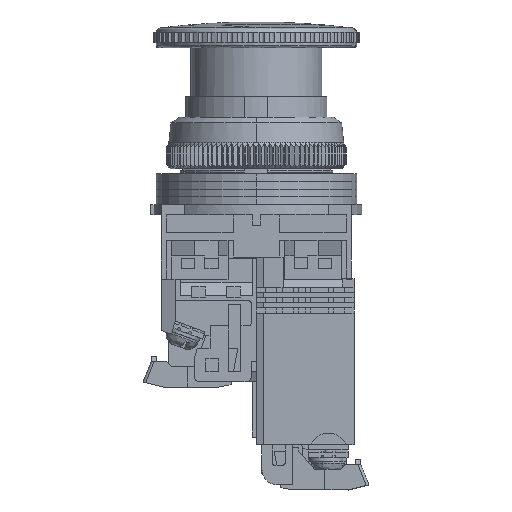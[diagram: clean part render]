
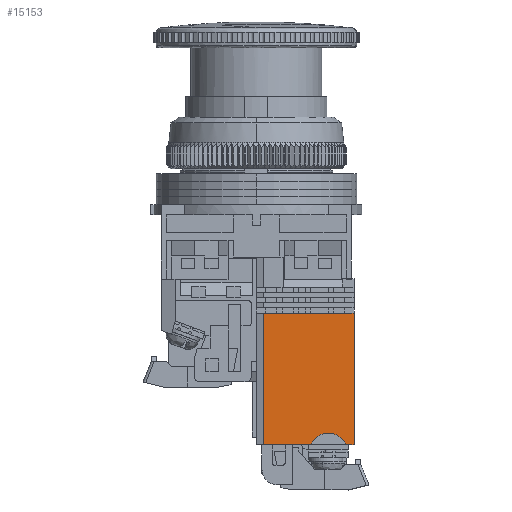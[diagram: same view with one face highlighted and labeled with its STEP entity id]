
A CAD part, left-side view. The second image highlights one B-rep face of the part: STEP entity #15153.
In plain terms, the highlighted planar face has unit normal (-1, 0, 0).
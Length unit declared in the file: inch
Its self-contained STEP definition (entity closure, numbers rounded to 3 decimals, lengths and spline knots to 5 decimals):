
#1142 = CARTESIAN_POINT ( 'NONE',  ( -0.95045, -0.90123, -0.83071 ) ) ;
#1890 = AXIS2_PLACEMENT_3D ( 'NONE', #42249, #43065, #14334 ) ;
#3097 = EDGE_CURVE ( 'NONE', #122306, #90412, #60256, .T. ) ;
#3259 = LINE ( 'NONE', #99833, #76330 ) ;
#4304 = DIRECTION ( 'NONE',  ( 0., 0., -1. ) ) ;
#7297 = ORIENTED_EDGE ( 'NONE', *, *, #23076, .T. ) ;
#12434 = ORIENTED_EDGE ( 'NONE', *, *, #90163, .T. ) ;
#14334 = DIRECTION ( 'NONE',  ( 0., 0., 1. ) ) ;
#15153 = ADVANCED_FACE ( 'NONE', ( #108614 ), #116613, .T. ) ;
#15798 = EDGE_CURVE ( 'NONE', #122306, #85195, #80968, .T. ) ;
#16096 = ORIENTED_EDGE ( 'NONE', *, *, #51718, .F. ) ;
#16280 = DIRECTION ( 'NONE',  ( 0., 0., 1. ) ) ;
#18234 = EDGE_CURVE ( 'NONE', #75336, #120254, #24061, .T. ) ;
#20252 = ORIENTED_EDGE ( 'NONE', *, *, #59876, .T. ) ;
#20985 = EDGE_LOOP ( 'NONE', ( #16096, #83024, #58110, #12434, #96727, #7297, #20252 ) ) ;
#22592 = CARTESIAN_POINT ( 'NONE',  ( -0.95045, -0.90123, -0.83071 ) ) ;
#23076 = EDGE_CURVE ( 'NONE', #75336, #53722, #34701, .T. ) ;
#24061 = LINE ( 'NONE', #26608, #113651 ) ;
#24296 = DIRECTION ( 'NONE',  ( 0., 0., 1. ) ) ;
#25681 = LINE ( 'NONE', #89938, #100312 ) ;
#26608 = CARTESIAN_POINT ( 'NONE',  ( -0.95045, -0.90123, -1.83858 ) ) ;
#34270 = CARTESIAN_POINT ( 'NONE',  ( -0.95045, -0.90123, -1.83858 ) ) ;
#34701 = CIRCLE ( 'NONE', #1890, 0.14764 ) ;
#36175 = DIRECTION ( 'NONE',  ( 0., 1., 0. ) ) ;
#37291 = CARTESIAN_POINT ( 'NONE',  ( -0.95045, -0.20832, -0.83071 ) ) ;
#41785 = CARTESIAN_POINT ( 'NONE',  ( -0.95045, -0.90123, -1.83858 ) ) ;
#42249 = CARTESIAN_POINT ( 'NONE',  ( -0.95045, -0.70438, -1.89764 ) ) ;
#42329 = DIRECTION ( 'NONE',  ( 0., 0., -1. ) ) ;
#43065 = DIRECTION ( 'NONE',  ( 1., 0., 0. ) ) ;
#51718 = EDGE_CURVE ( 'NONE', #90412, #89076, #3259, .T. ) ;
#52163 = CARTESIAN_POINT ( 'NONE',  ( -0.95045, -0.20832, -1.83858 ) ) ;
#53011 = CARTESIAN_POINT ( 'NONE',  ( -0.95045, -0.83969, -1.83858 ) ) ;
#53722 = VERTEX_POINT ( 'NONE', #110034 ) ;
#58110 = ORIENTED_EDGE ( 'NONE', *, *, #15798, .T. ) ;
#59876 = EDGE_CURVE ( 'NONE', #53722, #89076, #70771, .T. ) ;
#60256 = LINE ( 'NONE', #41785, #93111 ) ;
#64173 = AXIS2_PLACEMENT_3D ( 'NONE', #121567, #121964, #16280 ) ;
#70771 = CIRCLE ( 'NONE', #64173, 0.14764 ) ;
#75336 = VERTEX_POINT ( 'NONE', #122359 ) ;
#76330 = VECTOR ( 'NONE', #81439, 39.37008 ) ;
#80968 = LINE ( 'NONE', #1142, #89966 ) ;
#81439 = DIRECTION ( 'NONE',  ( 0., 1., 0. ) ) ;
#83024 = ORIENTED_EDGE ( 'NONE', *, *, #3097, .F. ) ;
#84440 = CARTESIAN_POINT ( 'NONE',  ( -0.95045, -0.90123, -1.83858 ) ) ;
#85195 = VERTEX_POINT ( 'NONE', #37291 ) ;
#89076 = VERTEX_POINT ( 'NONE', #53011 ) ;
#89938 = CARTESIAN_POINT ( 'NONE',  ( -0.95045, -0.20832, -1.83858 ) ) ;
#89966 = VECTOR ( 'NONE', #114241, 39.37008 ) ;
#90163 = EDGE_CURVE ( 'NONE', #85195, #120254, #25681, .T. ) ;
#90412 = VERTEX_POINT ( 'NONE', #84440 ) ;
#93111 = VECTOR ( 'NONE', #4304, 39.37008 ) ;
#96727 = ORIENTED_EDGE ( 'NONE', *, *, #18234, .F. ) ;
#99833 = CARTESIAN_POINT ( 'NONE',  ( -0.95045, -0.90123, -1.83858 ) ) ;
#100312 = VECTOR ( 'NONE', #42329, 39.37008 ) ;
#108614 = FACE_OUTER_BOUND ( 'NONE', #20985, .T. ) ;
#110034 = CARTESIAN_POINT ( 'NONE',  ( -0.95045, -0.70438, -1.75 ) ) ;
#112627 = AXIS2_PLACEMENT_3D ( 'NONE', #34270, #119141, #24296 ) ;
#113651 = VECTOR ( 'NONE', #36175, 39.37008 ) ;
#114241 = DIRECTION ( 'NONE',  ( 0., 1., 0. ) ) ;
#116613 = PLANE ( 'NONE',  #112627 ) ;
#119141 = DIRECTION ( 'NONE',  ( -1., 0., 0. ) ) ;
#120254 = VERTEX_POINT ( 'NONE', #52163 ) ;
#121567 = CARTESIAN_POINT ( 'NONE',  ( -0.95045, -0.70438, -1.89764 ) ) ;
#121964 = DIRECTION ( 'NONE',  ( 1., 0., 0. ) ) ;
#122306 = VERTEX_POINT ( 'NONE', #22592 ) ;
#122359 = CARTESIAN_POINT ( 'NONE',  ( -0.95045, -0.56907, -1.83858 ) ) ;
